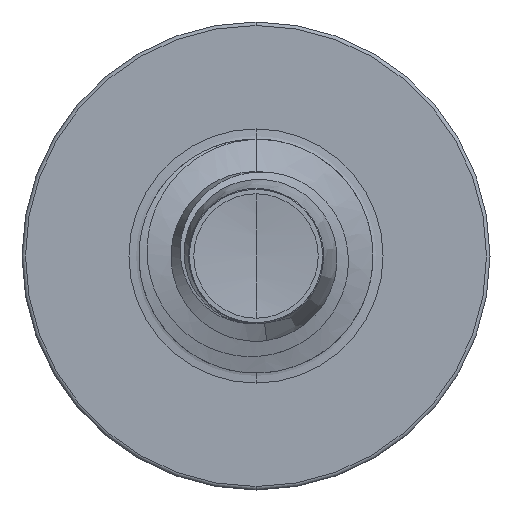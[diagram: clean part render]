
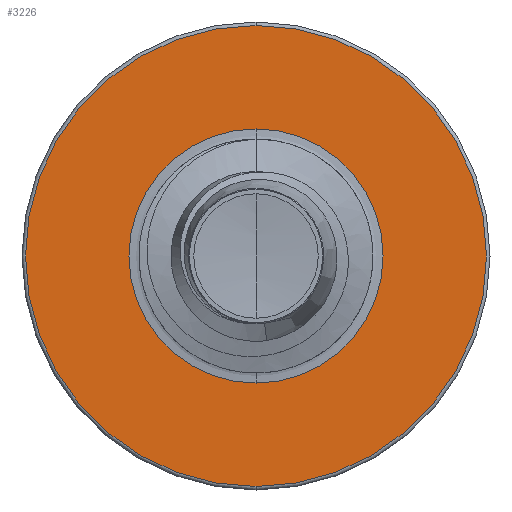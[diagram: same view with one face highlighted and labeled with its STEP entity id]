
A CAD part, front view. The second image highlights one B-rep face of the part: STEP entity #3226.
In plain terms, the highlighted planar face has unit normal (0, -1, 0).
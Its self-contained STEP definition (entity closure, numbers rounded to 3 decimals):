
#20 = EDGE_LOOP ( 'NONE', ( #664, #6436 ) ) ;
#80 = EDGE_CURVE ( 'NONE', #3516, #9754, #5151, .T. ) ;
#413 = CARTESIAN_POINT ( 'NONE',  ( 0., 2.5, -1.086 ) ) ;
#655 = EDGE_CURVE ( 'NONE', #8787, #7004, #7618, .T. ) ;
#664 = ORIENTED_EDGE ( 'NONE', *, *, #655, .T. ) ;
#803 = AXIS2_PLACEMENT_3D ( 'NONE', #2491, #2470, #2529 ) ;
#827 = AXIS2_PLACEMENT_3D ( 'NONE', #3095, #3048, #3045 ) ;
#869 = AXIS2_PLACEMENT_3D ( 'NONE', #5569, #5559, #5554 ) ;
#1206 = CARTESIAN_POINT ( 'NONE',  ( 0., 2.5, -1.97 ) ) ;
#2117 = FACE_BOUND ( 'NONE', #20, .T. ) ;
#2353 = EDGE_CURVE ( 'NONE', #9754, #3516, #4132, .T. ) ;
#2470 = DIRECTION ( 'NONE',  ( 0., 1., 0. ) ) ;
#2478 = CIRCLE ( 'NONE', #869, 1.086 ) ;
#2491 = CARTESIAN_POINT ( 'NONE',  ( 0., 2.5, 0. ) ) ;
#2529 = DIRECTION ( 'NONE',  ( 0., 0., 1. ) ) ;
#3045 = DIRECTION ( 'NONE',  ( 0., 0., 1. ) ) ;
#3048 = DIRECTION ( 'NONE',  ( 0., 1., 0. ) ) ;
#3095 = CARTESIAN_POINT ( 'NONE',  ( 0., 2.5, -1.086 ) ) ;
#3135 = PLANE ( 'NONE',  #827 ) ;
#3226 = ADVANCED_FACE ( 'NONE', ( #9310, #2117 ), #3135, .F. ) ;
#3516 = VERTEX_POINT ( 'NONE', #1206 ) ;
#3846 = DIRECTION ( 'NONE',  ( 0., 0., 1. ) ) ;
#4132 = CIRCLE ( 'NONE', #8341, 1.97 ) ;
#5151 = CIRCLE ( 'NONE', #6432, 1.97 ) ;
#5421 = EDGE_LOOP ( 'NONE', ( #8401, #10149 ) ) ;
#5554 = DIRECTION ( 'NONE',  ( 0., 0., 1. ) ) ;
#5559 = DIRECTION ( 'NONE',  ( 0., 1., 0. ) ) ;
#5569 = CARTESIAN_POINT ( 'NONE',  ( 0., 2.5, 0. ) ) ;
#5664 = DIRECTION ( 'NONE',  ( 0., 0., 1. ) ) ;
#6287 = DIRECTION ( 'NONE',  ( 0., 1., 0. ) ) ;
#6290 = CARTESIAN_POINT ( 'NONE',  ( 0., 2.5, 0. ) ) ;
#6432 = AXIS2_PLACEMENT_3D ( 'NONE', #10587, #9216, #5664 ) ;
#6436 = ORIENTED_EDGE ( 'NONE', *, *, #10670, .T. ) ;
#7004 = VERTEX_POINT ( 'NONE', #413 ) ;
#7445 = CARTESIAN_POINT ( 'NONE',  ( 0., 2.5, 1.97 ) ) ;
#7618 = CIRCLE ( 'NONE', #803, 1.086 ) ;
#8341 = AXIS2_PLACEMENT_3D ( 'NONE', #6290, #6287, #3846 ) ;
#8401 = ORIENTED_EDGE ( 'NONE', *, *, #2353, .F. ) ;
#8787 = VERTEX_POINT ( 'NONE', #9331 ) ;
#9216 = DIRECTION ( 'NONE',  ( 0., 1., 0. ) ) ;
#9310 = FACE_OUTER_BOUND ( 'NONE', #5421, .T. ) ;
#9331 = CARTESIAN_POINT ( 'NONE',  ( 0., 2.5, 1.086 ) ) ;
#9754 = VERTEX_POINT ( 'NONE', #7445 ) ;
#10149 = ORIENTED_EDGE ( 'NONE', *, *, #80, .F. ) ;
#10587 = CARTESIAN_POINT ( 'NONE',  ( 0., 2.5, 0. ) ) ;
#10670 = EDGE_CURVE ( 'NONE', #7004, #8787, #2478, .T. ) ;
